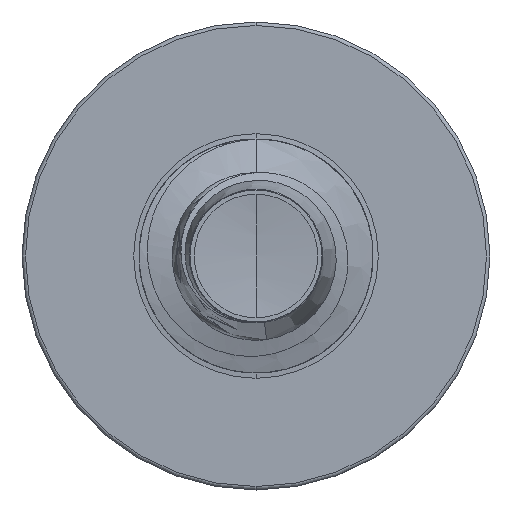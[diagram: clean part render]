
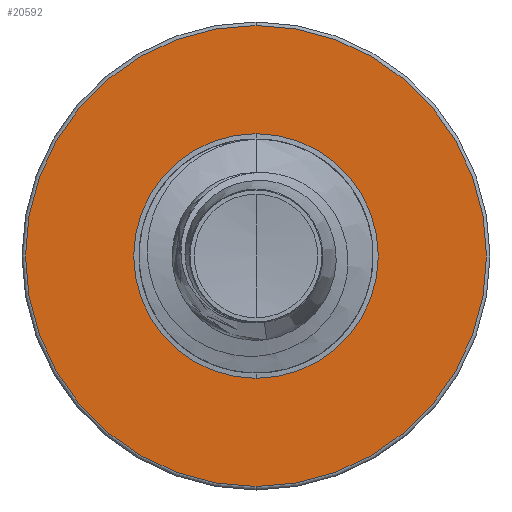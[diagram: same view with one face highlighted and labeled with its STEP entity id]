
A CAD part, front view. The second image highlights one B-rep face of the part: STEP entity #20592.
In plain terms, the highlighted planar face has unit normal (0, -1, 0).
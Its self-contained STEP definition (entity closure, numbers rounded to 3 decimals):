
#267 = DIRECTION ( 'NONE',  ( 0., 1., 0. ) ) ;
#476 = VERTEX_POINT ( 'NONE', #14205 ) ;
#828 = CARTESIAN_POINT ( 'NONE',  ( 0., 12.5, 1.15 ) ) ;
#1568 = AXIS2_PLACEMENT_3D ( 'NONE', #13081, #267, #15200 ) ;
#1939 = VERTEX_POINT ( 'NONE', #8215 ) ;
#1965 = DIRECTION ( 'NONE',  ( 0., 1., 0. ) ) ;
#3002 = EDGE_CURVE ( 'NONE', #476, #1939, #9207, .T. ) ;
#3642 = EDGE_LOOP ( 'NONE', ( #5187, #14090 ) ) ;
#3758 = CIRCLE ( 'NONE', #20111, 2.167 ) ;
#3866 = CARTESIAN_POINT ( 'NONE',  ( 0., 12.5, -1.15 ) ) ;
#4033 = FACE_BOUND ( 'NONE', #3642, .T. ) ;
#4052 = EDGE_LOOP ( 'NONE', ( #23663, #10934 ) ) ;
#4103 = AXIS2_PLACEMENT_3D ( 'NONE', #3866, #6041, #20680 ) ;
#5187 = ORIENTED_EDGE ( 'NONE', *, *, #5538, .T. ) ;
#5538 = EDGE_CURVE ( 'NONE', #12756, #16864, #23420, .T. ) ;
#6041 = DIRECTION ( 'NONE',  ( 0., 1., 0. ) ) ;
#6998 = CARTESIAN_POINT ( 'NONE',  ( 0., 12.5, 0. ) ) ;
#7227 = CARTESIAN_POINT ( 'NONE',  ( 0., 12.5, -1.15 ) ) ;
#8215 = CARTESIAN_POINT ( 'NONE',  ( 0., 12.5, 2.167 ) ) ;
#9065 = FACE_OUTER_BOUND ( 'NONE', #4052, .T. ) ;
#9141 = DIRECTION ( 'NONE',  ( 0., 0., 1. ) ) ;
#9207 = CIRCLE ( 'NONE', #21615, 2.167 ) ;
#10934 = ORIENTED_EDGE ( 'NONE', *, *, #3002, .F. ) ;
#10941 = CARTESIAN_POINT ( 'NONE',  ( 0., 12.5, 0. ) ) ;
#11797 = EDGE_CURVE ( 'NONE', #1939, #476, #3758, .T. ) ;
#12756 = VERTEX_POINT ( 'NONE', #828 ) ;
#13067 = DIRECTION ( 'NONE',  ( 0., 0., 1. ) ) ;
#13081 = CARTESIAN_POINT ( 'NONE',  ( 0., 12.5, 0. ) ) ;
#13690 = CIRCLE ( 'NONE', #1568, 1.15 ) ;
#14090 = ORIENTED_EDGE ( 'NONE', *, *, #22529, .T. ) ;
#14205 = CARTESIAN_POINT ( 'NONE',  ( 0., 12.5, -2.167 ) ) ;
#14748 = CARTESIAN_POINT ( 'NONE',  ( 0., 12.5, 0. ) ) ;
#15200 = DIRECTION ( 'NONE',  ( 0., 0., 1. ) ) ;
#16841 = DIRECTION ( 'NONE',  ( 0., 0., 1. ) ) ;
#16864 = VERTEX_POINT ( 'NONE', #7227 ) ;
#20111 = AXIS2_PLACEMENT_3D ( 'NONE', #14748, #1965, #16841 ) ;
#20592 = ADVANCED_FACE ( 'NONE', ( #9065, #4033 ), #26616, .F. ) ;
#20680 = DIRECTION ( 'NONE',  ( 0., 0., 1. ) ) ;
#21548 = DIRECTION ( 'NONE',  ( 0., 1., 0. ) ) ;
#21615 = AXIS2_PLACEMENT_3D ( 'NONE', #10941, #25290, #13067 ) ;
#22529 = EDGE_CURVE ( 'NONE', #16864, #12756, #13690, .T. ) ;
#23420 = CIRCLE ( 'NONE', #24697, 1.15 ) ;
#23663 = ORIENTED_EDGE ( 'NONE', *, *, #11797, .F. ) ;
#24697 = AXIS2_PLACEMENT_3D ( 'NONE', #6998, #21548, #9141 ) ;
#25290 = DIRECTION ( 'NONE',  ( 0., 1., 0. ) ) ;
#26616 = PLANE ( 'NONE',  #4103 ) ;
